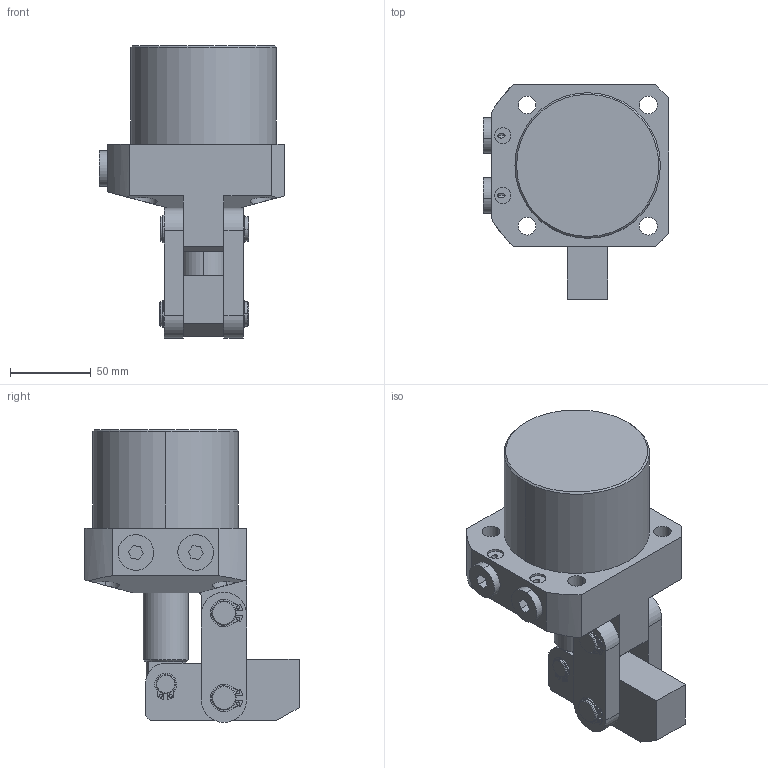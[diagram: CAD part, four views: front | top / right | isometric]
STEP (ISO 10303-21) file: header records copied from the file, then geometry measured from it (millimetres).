
FILE_DESCRIPTION (( 'STEP AP203' ), '1' );
FILE_NAME ('CLKA-090GL杠杆油压缸三维图.STEP', '2019-04-15T12:54:59', ( 'User' ), ( 'china' ), 'SwSTEP 2.0', 'SolidWorks 2018', '' );
FILE_SCHEMA (( 'CONFIG_CONTROL_DESIGN' ));
Length unit declared in the file: millimetre
Products named in the file (10): ﾏ銈1_2; ﾑｹｱﾛ_1_2; 囀鞠褒黑芛郔陔3-800; 090GL掛极; ｶﾌﾏ銈1_2; CLKA-090GL杠杆油压缸三维图; 傻种縐蓰_1_2; 090活塞杆01; ｿｨ輹_1_2; ﾁｬｸﾋ_1_2
Assembly tree (16 placements, depth 2):
  CLKA-090GL杠杆油压缸三维图
    ｶﾌﾏ銈1_2
    傻种縐蓰_1_2  x2
    090活塞杆01
    ｿｨ輹_1_2  x4
    ﾁｬｸﾋ_1_2  x2
    ﾏ銈1_2  x2
    ﾑｹｱﾛ_1_2
    囀鞠褒黑芛郔陔3-800  x2
    090GL掛极
Bounding box: 114.47 x 132.5 x 181.1 mm (x, y, z)
Volume: 663353.8 mm3; surface area: 145405.5 mm2
Topology: 15 solids, 17 shells, 383 faces, 980 edges, 646 vertices
Faces by surface type: cylinder 212, plane 145, cone 24, sphere 2
Entity records: 9144 total; most frequent: CARTESIAN_POINT 1859, DIRECTION 1347, ORIENTED_EDGE 1206, EDGE_CURVE 605, AXIS2_PLACEMENT_3D 524, VERTEX_POINT 400, VECTOR 299, LINE 299
